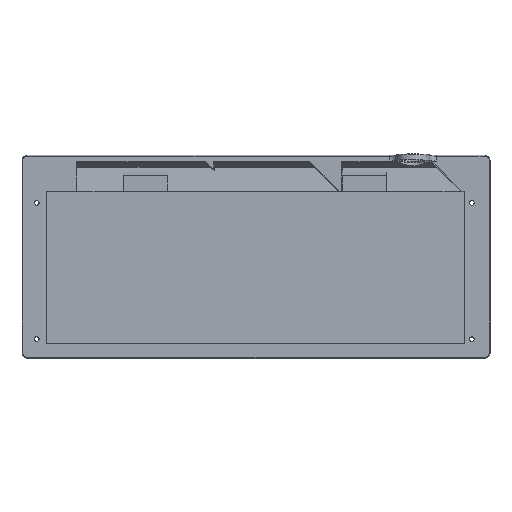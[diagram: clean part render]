
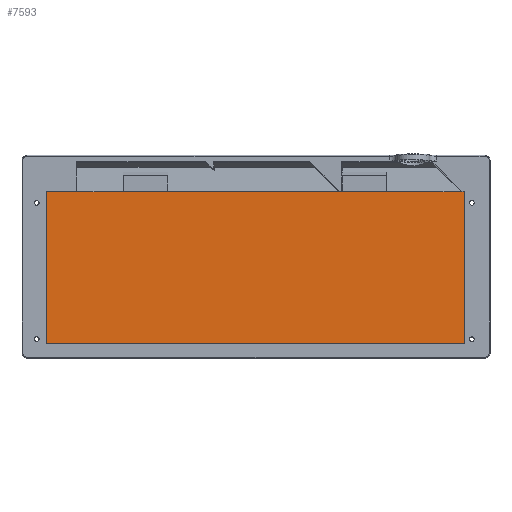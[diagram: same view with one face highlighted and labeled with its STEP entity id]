
A CAD part, top view. The second image highlights one B-rep face of the part: STEP entity #7593.
In plain terms, the highlighted planar face has unit normal (0, 0, 1).
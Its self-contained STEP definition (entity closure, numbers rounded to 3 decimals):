
#303=PLANE('',#7866);
#698=FACE_OUTER_BOUND('',#1135,.T.);
#1135=EDGE_LOOP('',(#6879,#6880,#6881,#6882));
#1608=LINE('',#15045,#2182);
#1615=LINE('',#15058,#2189);
#1625=LINE('',#15078,#2199);
#1649=LINE('',#15121,#2223);
#2182=VECTOR('',#8688,10.);
#2189=VECTOR('',#8699,10.);
#2199=VECTOR('',#8717,10.);
#2223=VECTOR('',#8749,10.);
#3451=VERTEX_POINT('',#15042);
#3452=VERTEX_POINT('',#15044);
#3456=VERTEX_POINT('',#15056);
#3462=VERTEX_POINT('',#15076);
#4522=EDGE_CURVE('',#3451,#3452,#1608,.T.);
#4529=EDGE_CURVE('',#3456,#3451,#1615,.T.);
#4539=EDGE_CURVE('',#3462,#3456,#1625,.T.);
#4563=EDGE_CURVE('',#3452,#3462,#1649,.T.);
#6879=ORIENTED_EDGE('',*,*,#4529,.F.);
#6880=ORIENTED_EDGE('',*,*,#4539,.F.);
#6881=ORIENTED_EDGE('',*,*,#4563,.F.);
#6882=ORIENTED_EDGE('',*,*,#4522,.F.);
#7593=ADVANCED_FACE('',(#698),#303,.T.);
#7866=AXIS2_PLACEMENT_3D('',#15299,#8941,#8942);
#8688=DIRECTION('',(0.,1.,0.));
#8699=DIRECTION('',(-1.,0.,0.));
#8717=DIRECTION('',(0.,-1.,0.));
#8749=DIRECTION('',(1.,0.,0.));
#8941=DIRECTION('center_axis',(0.,0.,1.));
#8942=DIRECTION('ref_axis',(0.,-1.,0.));
#15042=CARTESIAN_POINT('',(5.72,6.346,-9.));
#15044=CARTESIAN_POINT('',(5.72,98.909,-9.));
#15045=CARTESIAN_POINT('',(5.72,52.628,-9.));
#15056=CARTESIAN_POINT('',(260.521,6.346,-9.));
#15058=CARTESIAN_POINT('',(133.12,6.346,-9.));
#15076=CARTESIAN_POINT('',(260.521,98.909,-9.));
#15078=CARTESIAN_POINT('',(260.521,52.628,-9.));
#15121=CARTESIAN_POINT('',(133.12,98.909,-9.));
#15299=CARTESIAN_POINT('Origin',(133.12,52.628,-9.));
